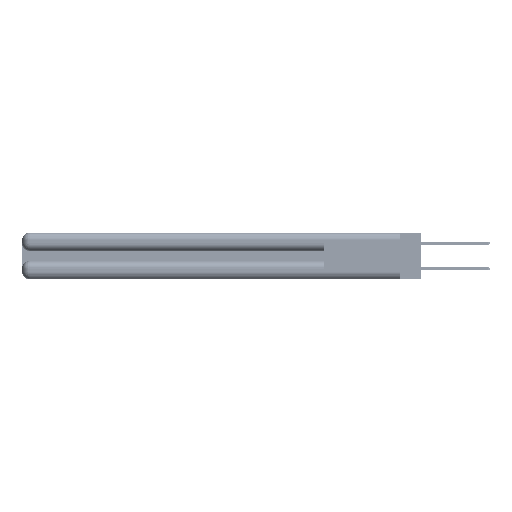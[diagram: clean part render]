
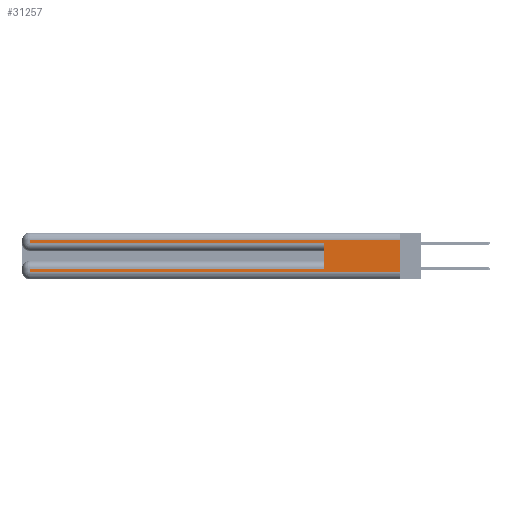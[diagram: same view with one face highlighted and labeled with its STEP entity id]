
A CAD part, left-side view. The second image highlights one B-rep face of the part: STEP entity #31257.
In plain terms, the highlighted planar face has unit normal (-1, 0, 0).
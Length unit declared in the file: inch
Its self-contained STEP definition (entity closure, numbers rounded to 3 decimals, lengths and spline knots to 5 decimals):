
#832 = DIRECTION ( 'NONE',  ( 0., 1., 0. ) ) ;
#1975 = CARTESIAN_POINT ( 'NONE',  ( 0., 2.94, 0.06 ) ) ;
#2284 = VERTEX_POINT ( 'NONE', #49736 ) ;
#3197 = VERTEX_POINT ( 'NONE', #38435 ) ;
#3613 = CARTESIAN_POINT ( 'NONE',  ( 0., 0., 0.06 ) ) ;
#5089 = LINE ( 'NONE', #48294, #46264 ) ;
#5848 = LINE ( 'NONE', #39957, #37496 ) ;
#6578 = DIRECTION ( 'NONE',  ( 0., 0., -1. ) ) ;
#7502 = DIRECTION ( 'NONE',  ( 1., 0., 0. ) ) ;
#11122 = DIRECTION ( 'NONE',  ( 0., 1., 0. ) ) ;
#13311 = CARTESIAN_POINT ( 'NONE',  ( 0., 0., 0.085 ) ) ;
#15283 = CARTESIAN_POINT ( 'NONE',  ( 0., 0., 0.285 ) ) ;
#15289 = DIRECTION ( 'NONE',  ( 0., 0., 1. ) ) ;
#15359 = DIRECTION ( 'NONE',  ( 0., 0., -1. ) ) ;
#16991 = LINE ( 'NONE', #35925, #26683 ) ;
#17948 = CARTESIAN_POINT ( 'NONE',  ( 0., 0., 0.31 ) ) ;
#17990 = ORIENTED_EDGE ( 'NONE', *, *, #36021, .T. ) ;
#19477 = DIRECTION ( 'NONE',  ( 0., -1., 0. ) ) ;
#21762 = EDGE_LOOP ( 'NONE', ( #34751, #38573, #17990, #39829, #53211, #43647, #37972, #48792 ) ) ;
#21847 = LINE ( 'NONE', #13311, #42354 ) ;
#21979 = FACE_OUTER_BOUND ( 'NONE', #21762, .T. ) ;
#23381 = DIRECTION ( 'NONE',  ( 0., -1., 0. ) ) ;
#23520 = VECTOR ( 'NONE', #19477, 39.37008 ) ;
#23916 = EDGE_CURVE ( 'NONE', #32650, #2284, #21847, .T. ) ;
#23974 = PLANE ( 'NONE',  #41475 ) ;
#24934 = EDGE_CURVE ( 'NONE', #2284, #27223, #39724, .T. ) ;
#26359 = EDGE_CURVE ( 'NONE', #32827, #3197, #35750, .T. ) ;
#26683 = VECTOR ( 'NONE', #15359, 39.37008 ) ;
#27223 = VERTEX_POINT ( 'NONE', #1975 ) ;
#27491 = VERTEX_POINT ( 'NONE', #3613 ) ;
#29241 = EDGE_CURVE ( 'NONE', #35822, #27491, #5089, .T. ) ;
#31054 = CARTESIAN_POINT ( 'NONE',  ( 0., 2.94, 0.31 ) ) ;
#31257 = ADVANCED_FACE ( 'NONE', ( #21979 ), #23974, .F. ) ;
#31529 = EDGE_CURVE ( 'NONE', #27223, #27491, #51395, .T. ) ;
#32298 = CARTESIAN_POINT ( 'NONE',  ( 0., 0., 0.37 ) ) ;
#32650 = VERTEX_POINT ( 'NONE', #42611 ) ;
#32717 = VECTOR ( 'NONE', #15289, 39.37008 ) ;
#32827 = VERTEX_POINT ( 'NONE', #47597 ) ;
#34751 = ORIENTED_EDGE ( 'NONE', *, *, #29241, .F. ) ;
#35750 = LINE ( 'NONE', #15283, #23520 ) ;
#35822 = VERTEX_POINT ( 'NONE', #17948 ) ;
#35925 = CARTESIAN_POINT ( 'NONE',  ( 0., 2.94, 0.37 ) ) ;
#36021 = EDGE_CURVE ( 'NONE', #41562, #32827, #16991, .T. ) ;
#36373 = DIRECTION ( 'NONE',  ( 0., 0., -1. ) ) ;
#36738 = EDGE_CURVE ( 'NONE', #35822, #41562, #5848, .T. ) ;
#37496 = VECTOR ( 'NONE', #11122, 39.37008 ) ;
#37972 = ORIENTED_EDGE ( 'NONE', *, *, #24934, .T. ) ;
#38435 = CARTESIAN_POINT ( 'NONE',  ( 0., 0.6, 0.285 ) ) ;
#38455 = VECTOR ( 'NONE', #6578, 39.37008 ) ;
#38573 = ORIENTED_EDGE ( 'NONE', *, *, #36738, .T. ) ;
#39724 = LINE ( 'NONE', #43438, #38455 ) ;
#39829 = ORIENTED_EDGE ( 'NONE', *, *, #26359, .T. ) ;
#39957 = CARTESIAN_POINT ( 'NONE',  ( 0., 0., 0.31 ) ) ;
#40392 = EDGE_CURVE ( 'NONE', #32650, #3197, #44792, .T. ) ;
#41475 = AXIS2_PLACEMENT_3D ( 'NONE', #32298, #7502, #36373 ) ;
#41562 = VERTEX_POINT ( 'NONE', #31054 ) ;
#42354 = VECTOR ( 'NONE', #832, 39.37008 ) ;
#42611 = CARTESIAN_POINT ( 'NONE',  ( 0., 0.6, 0.085 ) ) ;
#43438 = CARTESIAN_POINT ( 'NONE',  ( 0., 2.94, 0.37 ) ) ;
#43647 = ORIENTED_EDGE ( 'NONE', *, *, #23916, .T. ) ;
#44792 = LINE ( 'NONE', #47965, #32717 ) ;
#46264 = VECTOR ( 'NONE', #52359, 39.37008 ) ;
#47597 = CARTESIAN_POINT ( 'NONE',  ( 0., 2.94, 0.285 ) ) ;
#47877 = CARTESIAN_POINT ( 'NONE',  ( 0., 0., 0.06 ) ) ;
#47965 = CARTESIAN_POINT ( 'NONE',  ( 0., 0.6, 0.145 ) ) ;
#48294 = CARTESIAN_POINT ( 'NONE',  ( 0., 0., 0.37 ) ) ;
#48792 = ORIENTED_EDGE ( 'NONE', *, *, #31529, .T. ) ;
#49736 = CARTESIAN_POINT ( 'NONE',  ( 0., 2.94, 0.085 ) ) ;
#51395 = LINE ( 'NONE', #47877, #52673 ) ;
#52359 = DIRECTION ( 'NONE',  ( 0., 0., -1. ) ) ;
#52673 = VECTOR ( 'NONE', #23381, 39.37008 ) ;
#53211 = ORIENTED_EDGE ( 'NONE', *, *, #40392, .F. ) ;
